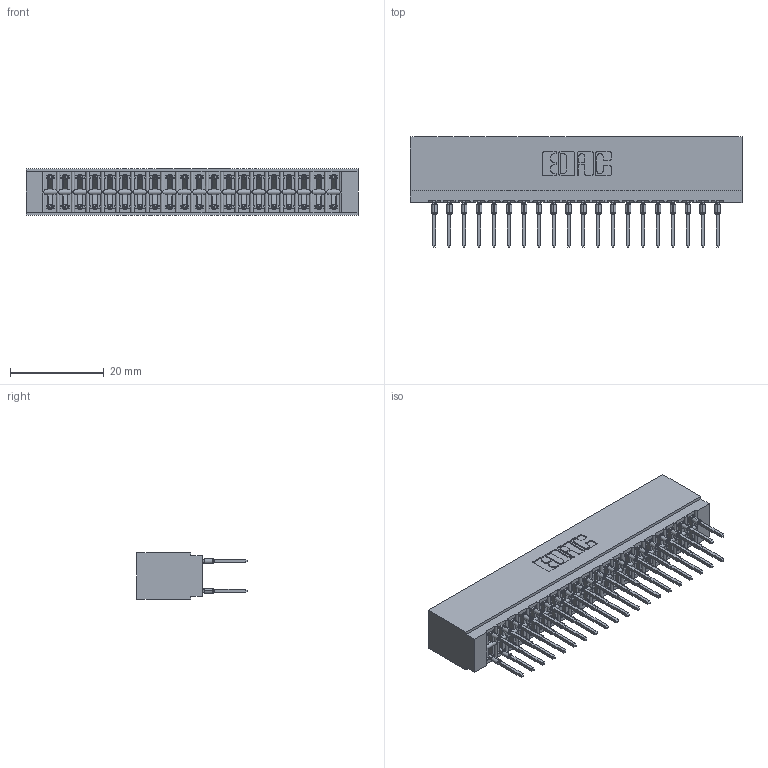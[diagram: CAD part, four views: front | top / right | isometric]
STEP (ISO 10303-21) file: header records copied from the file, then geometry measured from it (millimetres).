
FILE_DESCRIPTION (( 'STEP AP203' ), '1' );
FILE_NAME ('726-040-527-201.STEP', '2020-05-28T06:39:30', ( '' ), ( '' ), 'SwSTEP 2.0', 'SolidWorks 2020', '' );
FILE_SCHEMA (( 'CONFIG_CONTROL_DESIGN' ));
Length unit declared in the file: inch
Products named in the file (3): 746-292-001_527; 726-040-527-201; 726 Part_.515 Slot Depth - 01
Assembly tree (41 placements, depth 2):
  726-040-527-201
    726 Part_.515 Slot Depth - 01
    746-292-001_527  x40
Bounding box: 70.74 x 23.48 x 9.91 mm (x, y, z)
Volume: 6690.2 mm3; surface area: 11078.4 mm2
Topology: 41 solids, 41 shells, 3677 faces, 10103 edges, 6435 vertices
Faces by surface type: plane 1895, bspline 800, cylinder 742, torus 240
Entity records: 33971 total; most frequent: CARTESIAN_POINT 6945, ORIENTED_EDGE 5776, DIRECTION 4860, EDGE_CURVE 2888, LINE 2504, VECTOR 2504, VERTEX_POINT 1911, AXIS2_PLACEMENT_3D 1178
